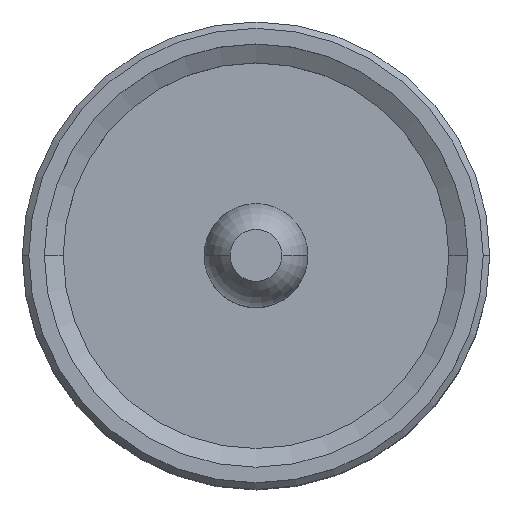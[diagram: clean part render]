
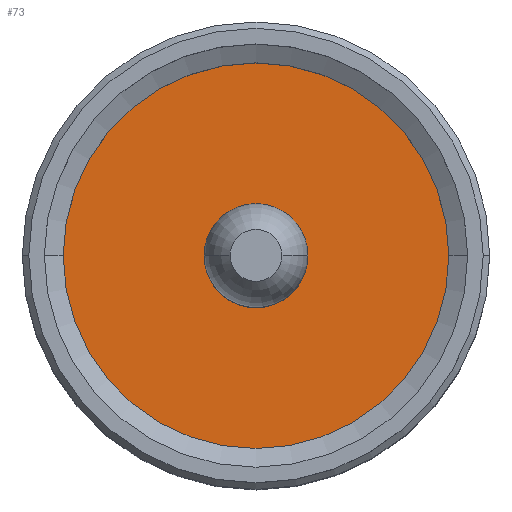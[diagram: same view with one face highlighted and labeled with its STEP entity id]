
A CAD part, top view. The second image highlights one B-rep face of the part: STEP entity #73.
In plain terms, the highlighted planar face has unit normal (0, 0, 1).
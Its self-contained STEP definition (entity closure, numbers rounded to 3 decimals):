
#73 = ADVANCED_FACE ( 'NONE', ( #1462, #1461 ), #1968, .F. ) ;
#102 = AXIS2_PLACEMENT_3D ( 'NONE', #1582, #1576, #1580 ) ;
#108 = AXIS2_PLACEMENT_3D ( 'NONE', #1652, #1647, #1646 ) ;
#128 = AXIS2_PLACEMENT_3D ( 'NONE', #1572, #1571, #1570 ) ;
#259 = AXIS2_PLACEMENT_3D ( 'NONE', #876, #874, #873 ) ;
#630 = CARTESIAN_POINT ( 'NONE',  ( -7.425, 0., 2.286 ) ) ;
#654 = CARTESIAN_POINT ( 'NONE',  ( 7.425, 0., 2.286 ) ) ;
#685 = CARTESIAN_POINT ( 'NONE',  ( 2., 0., 2.286 ) ) ;
#828 = CARTESIAN_POINT ( 'NONE',  ( -2., 0., 2.286 ) ) ;
#873 = DIRECTION ( 'NONE',  ( -1., 0., 0. ) ) ;
#874 = DIRECTION ( 'NONE',  ( 0., 0., -1. ) ) ;
#876 = CARTESIAN_POINT ( 'NONE',  ( 0., 0., 2.286 ) ) ;
#959 = EDGE_CURVE ( 'NONE', #1296, #1336, #1091, .T. ) ;
#985 = CIRCLE ( 'NONE', #102, 2. ) ;
#987 = CIRCLE ( 'NONE', #128, 2. ) ;
#1011 = CIRCLE ( 'NONE', #108, 7.425 ) ;
#1091 = CIRCLE ( 'NONE', #259, 7.425 ) ;
#1155 = VERTEX_POINT ( 'NONE', #828 ) ;
#1207 = VERTEX_POINT ( 'NONE', #685 ) ;
#1211 = ORIENTED_EDGE ( 'NONE', *, *, #1795, .F. ) ;
#1222 = ORIENTED_EDGE ( 'NONE', *, *, #959, .F. ) ;
#1235 = EDGE_LOOP ( 'NONE', ( #1222, #1255 ) ) ;
#1254 = ORIENTED_EDGE ( 'NONE', *, *, #1790, .F. ) ;
#1255 = ORIENTED_EDGE ( 'NONE', *, *, #1854, .F. ) ;
#1272 = EDGE_LOOP ( 'NONE', ( #1254, #1211 ) ) ;
#1296 = VERTEX_POINT ( 'NONE', #654 ) ;
#1336 = VERTEX_POINT ( 'NONE', #630 ) ;
#1461 = FACE_OUTER_BOUND ( 'NONE', #1235, .T. ) ;
#1462 = FACE_BOUND ( 'NONE', #1272, .T. ) ;
#1570 = DIRECTION ( 'NONE',  ( -1., 0., 0. ) ) ;
#1571 = DIRECTION ( 'NONE',  ( 0., 0., 1. ) ) ;
#1572 = CARTESIAN_POINT ( 'NONE',  ( 0., 0., 2.286 ) ) ;
#1576 = DIRECTION ( 'NONE',  ( 0., 0., 1. ) ) ;
#1580 = DIRECTION ( 'NONE',  ( -1., 0., 0. ) ) ;
#1582 = CARTESIAN_POINT ( 'NONE',  ( 0., 0., 2.286 ) ) ;
#1646 = DIRECTION ( 'NONE',  ( -1., 0., 0. ) ) ;
#1647 = DIRECTION ( 'NONE',  ( 0., 0., -1. ) ) ;
#1652 = CARTESIAN_POINT ( 'NONE',  ( 0., 0., 2.286 ) ) ;
#1790 = EDGE_CURVE ( 'NONE', #1207, #1155, #985, .T. ) ;
#1795 = EDGE_CURVE ( 'NONE', #1155, #1207, #987, .T. ) ;
#1831 = AXIS2_PLACEMENT_3D ( 'NONE', #1892, #1962, #1941 ) ;
#1854 = EDGE_CURVE ( 'NONE', #1336, #1296, #1011, .T. ) ;
#1892 = CARTESIAN_POINT ( 'NONE',  ( 0., 0., 2.286 ) ) ;
#1941 = DIRECTION ( 'NONE',  ( -1., 0., 0. ) ) ;
#1962 = DIRECTION ( 'NONE',  ( 0., 0., -1. ) ) ;
#1968 = PLANE ( 'NONE',  #1831 ) ;
